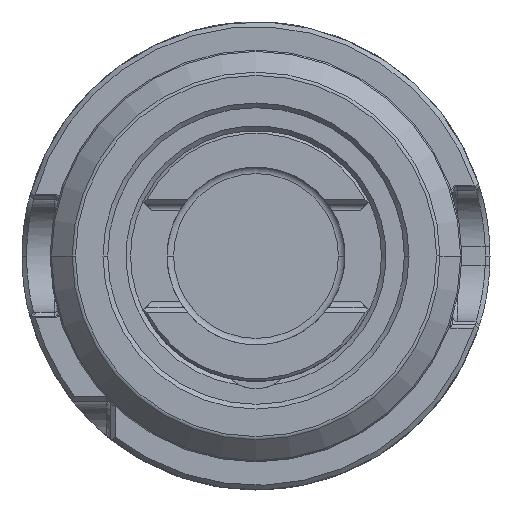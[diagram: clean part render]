
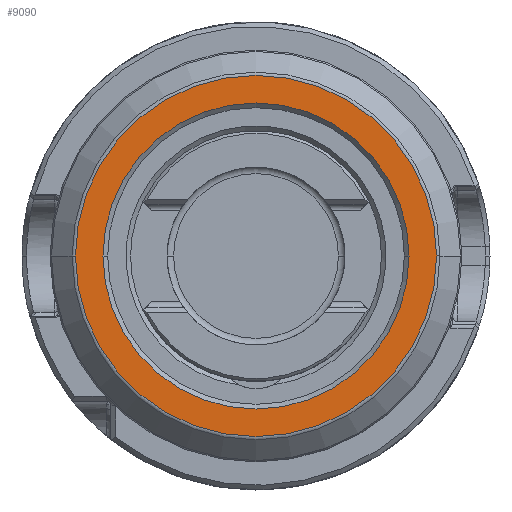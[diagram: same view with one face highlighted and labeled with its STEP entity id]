
A CAD part, front view. The second image highlights one B-rep face of the part: STEP entity #9090.
In plain terms, the highlighted planar face has unit normal (0, -1, 0).
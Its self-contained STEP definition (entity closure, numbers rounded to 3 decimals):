
#3040=CARTESIAN_POINT('',(0.,-48.2,0.));
#3041=DIRECTION('',(0.,1.,0.));
#3042=DIRECTION('',(-1.,0.,0.));
#3043=AXIS2_PLACEMENT_3D('',#3040,#3041,#3042);
#3055=CARTESIAN_POINT('',(0.,-48.2,0.));
#3056=DIRECTION('',(0.,1.,0.));
#3057=DIRECTION('',(1.,0.,0.));
#3058=AXIS2_PLACEMENT_3D('',#3055,#3056,#3057);
#3065=CARTESIAN_POINT('',(0.,-48.2,0.));
#3066=DIRECTION('',(0.,1.,0.));
#3067=DIRECTION('',(1.,0.,0.));
#3068=AXIS2_PLACEMENT_3D('',#3065,#3066,#3067);
#3075=CARTESIAN_POINT('',(0.,-48.2,0.));
#3076=DIRECTION('',(0.,-1.,0.));
#3077=DIRECTION('',(1.,0.,0.));
#3078=AXIS2_PLACEMENT_3D('',#3075,#3076,#3077);
#5171=CARTESIAN_POINT('',(-19.293,-48.2,0.));
#5172=CARTESIAN_POINT('',(19.293,-48.2,0.));
#5173=VERTEX_POINT('',#5171);
#5174=VERTEX_POINT('',#5172);
#5187=CARTESIAN_POINT('',(16.35,-48.2,0.));
#5188=CARTESIAN_POINT('',(-16.35,-48.2,0.));
#5189=VERTEX_POINT('',#5187);
#5190=VERTEX_POINT('',#5188);
#9075=CARTESIAN_POINT('',(0.,-48.2,0.));
#9076=DIRECTION('',(0.,-1.,0.));
#9077=DIRECTION('',(-1.,0.,0.));
#9078=AXIS2_PLACEMENT_3D('',#9075,#9076,#9077);
#9079=PLANE('',#9078);
#9080=ORIENTED_EDGE('',*,*,#9055,.T.);
#9081=ORIENTED_EDGE('',*,*,#9069,.T.);
#9082=EDGE_LOOP('',(#9080,#9081));
#9083=FACE_OUTER_BOUND('',#9082,.F.);
#9085=ORIENTED_EDGE('',*,*,#9084,.F.);
#9087=ORIENTED_EDGE('',*,*,#9086,.T.);
#9088=EDGE_LOOP('',(#9085,#9087));
#9089=FACE_BOUND('',#9088,.F.);
#9090=ADVANCED_FACE('',(#9083,#9089),#9079,.T.);
#3044=CIRCLE('',#3043,19.293);
#3059=CIRCLE('',#3058,19.293);
#3069=CIRCLE('',#3068,16.35);
#3079=CIRCLE('',#3078,16.35);
#9055=EDGE_CURVE('',#5173,#5174,#3044,.T.);
#9069=EDGE_CURVE('',#5174,#5173,#3059,.T.);
#9084=EDGE_CURVE('',#5189,#5190,#3069,.T.);
#9086=EDGE_CURVE('',#5189,#5190,#3079,.T.);
